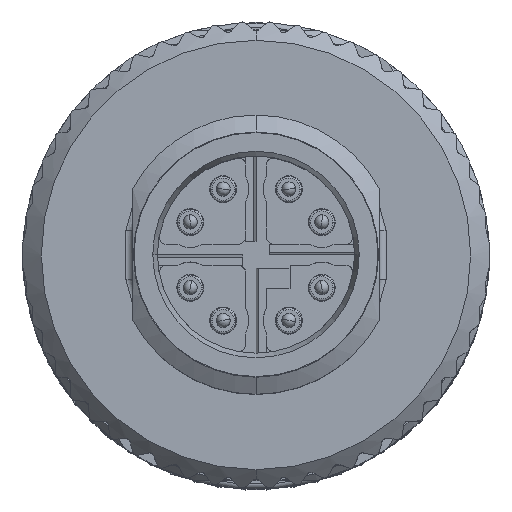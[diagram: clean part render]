
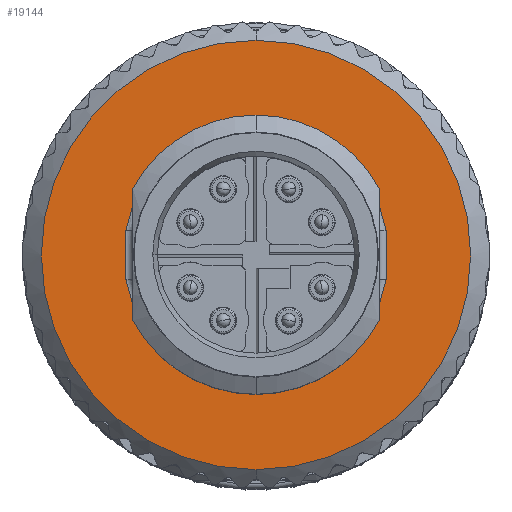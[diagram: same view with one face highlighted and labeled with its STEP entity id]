
A CAD part, top view. The second image highlights one B-rep face of the part: STEP entity #19144.
In plain terms, the highlighted planar face has unit normal (0, 0, 1).
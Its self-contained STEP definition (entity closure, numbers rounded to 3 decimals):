
#2464=DIRECTION('',(0.,1.,0.));
#2465=VECTOR('',#2464,2.117);
#2466=CARTESIAN_POINT('',(5.55,-1.058,-6.));
#2467=LINE('',#2466,#2465);
#2479=CARTESIAN_POINT('',(5.55,1.058,-6.));
#3735=CARTESIAN_POINT('',(0.,0.,-6.));
#3736=DIRECTION('',(0.,0.,-1.));
#3737=DIRECTION('',(0.,1.,0.));
#3738=AXIS2_PLACEMENT_3D('',#3735,#3736,#3737);
#3740=CARTESIAN_POINT('',(0.,0.,-6.));
#3741=DIRECTION('',(0.,0.,-1.));
#3742=DIRECTION('',(-0.982,0.187,0.));
#3743=AXIS2_PLACEMENT_3D('',#3740,#3741,#3742);
#3745=CARTESIAN_POINT('',(0.,0.,-6.));
#3746=DIRECTION('',(0.,0.,-1.));
#3747=DIRECTION('',(0.,-1.,0.));
#3748=AXIS2_PLACEMENT_3D('',#3745,#3746,#3747);
#3750=CARTESIAN_POINT('',(0.,0.,-6.));
#3751=DIRECTION('',(0.,0.,-1.));
#3752=DIRECTION('',(0.982,-0.187,0.));
#3753=AXIS2_PLACEMENT_3D('',#3750,#3751,#3752);
#3755=CARTESIAN_POINT('',(0.,0.,-6.));
#3756=DIRECTION('',(0.,0.,1.));
#3757=DIRECTION('',(0.,-1.,0.));
#3758=AXIS2_PLACEMENT_3D('',#3755,#3756,#3757);
#3760=CARTESIAN_POINT('',(0.,0.,-6.));
#3761=DIRECTION('',(0.,0.,1.));
#3762=DIRECTION('',(0.,1.,0.));
#3763=AXIS2_PLACEMENT_3D('',#3760,#3761,#3762);
#4924=DIRECTION('',(0.,-1.,0.));
#4925=VECTOR('',#4924,2.117);
#4926=CARTESIAN_POINT('',(-5.55,1.058,-6.));
#4927=LINE('',#4926,#4925);
#4933=CARTESIAN_POINT('',(-5.55,1.058,-6.));
#12525=VERTEX_POINT('',#2479);
#12526=VERTEX_POINT('',#4933);
#12531=CARTESIAN_POINT('',(0.,9.15,-6.));
#12532=CARTESIAN_POINT('',(0.,-9.15,-6.));
#12533=VERTEX_POINT('',#12531);
#12534=VERTEX_POINT('',#12532);
#12675=CARTESIAN_POINT('',(0.,5.65,-6.));
#12676=VERTEX_POINT('',#12675);
#12788=CARTESIAN_POINT('',(5.55,-1.058,-6.));
#12789=CARTESIAN_POINT('',(0.,-5.65,-6.));
#12790=VERTEX_POINT('',#12788);
#12791=VERTEX_POINT('',#12789);
#12792=CARTESIAN_POINT('',(-5.55,-1.058,-6.));
#12793=VERTEX_POINT('',#12792);
#19125=CARTESIAN_POINT('',(-9.15,0.,-6.));
#19126=DIRECTION('',(0.,0.,-1.));
#19127=DIRECTION('',(-1.,0.,0.));
#19128=AXIS2_PLACEMENT_3D('',#19125,#19126,#19127);
#19129=PLANE('',#19128);
#19131=ORIENTED_EDGE('',*,*,#19130,.F.);
#19132=ORIENTED_EDGE('',*,*,#16281,.F.);
#19133=EDGE_LOOP('',(#19131,#19132));
#19134=FACE_OUTER_BOUND('',#19133,.F.);
#19135=ORIENTED_EDGE('',*,*,#17791,.T.);
#19136=ORIENTED_EDGE('',*,*,#15783,.F.);
#19137=ORIENTED_EDGE('',*,*,#15781,.F.);
#19139=ORIENTED_EDGE('',*,*,#19138,.T.);
#19140=ORIENTED_EDGE('',*,*,#17608,.F.);
#19141=ORIENTED_EDGE('',*,*,#17616,.F.);
#19142=EDGE_LOOP('',(#19135,#19136,#19137,#19139,#19140,#19141));
#19143=FACE_BOUND('',#19142,.F.);
#19144=ADVANCED_FACE('',(#19134,#19143),#19129,.F.);
#3739=CIRCLE('',#3738,5.65);
#3744=CIRCLE('',#3743,5.65);
#3749=CIRCLE('',#3748,5.65);
#3754=CIRCLE('',#3753,5.65);
#3759=CIRCLE('',#3758,9.15);
#3764=CIRCLE('',#3763,9.15);
#15781=EDGE_CURVE('',#12526,#12676,#3744,.T.);
#15783=EDGE_CURVE('',#12676,#12525,#3739,.T.);
#16281=EDGE_CURVE('',#12533,#12534,#3764,.T.);
#17608=EDGE_CURVE('',#12791,#12793,#3749,.T.);
#17616=EDGE_CURVE('',#12790,#12791,#3754,.T.);
#17791=EDGE_CURVE('',#12790,#12525,#2467,.T.);
#19130=EDGE_CURVE('',#12534,#12533,#3759,.T.);
#19138=EDGE_CURVE('',#12526,#12793,#4927,.T.);
